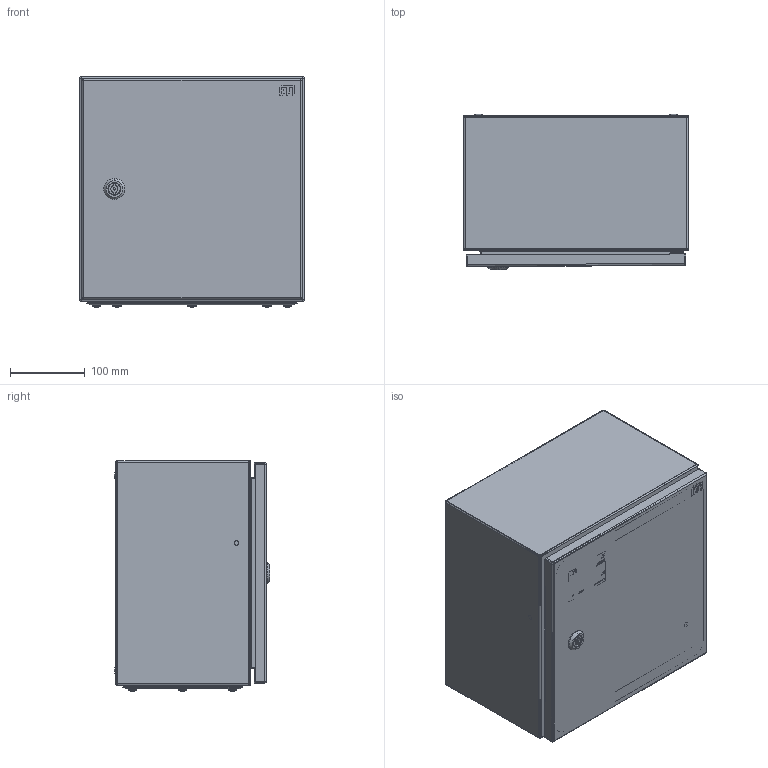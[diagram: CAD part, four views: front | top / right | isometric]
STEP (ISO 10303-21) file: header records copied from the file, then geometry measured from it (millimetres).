
FILE_DESCRIPTION((''),'2;1');
FILE_NAME('GT_30_30_20_ASM','2021-11-04T',('marketing.praksa'),('Audax d.o.o.'),'CREO PARAMETRIC BY PTC INC, 2017480','CREO PARAMETRIC BY PTC INC, 2017480','');
FILE_SCHEMA(('AUTOMOTIVE_DESIGN { 1 0 10303 214 1 1 1 1 }'));
Products named in the file (35): DRZWI_1_2_3_4_5_6_1_1_1_1; DRZWI_1_2_3_4_5_6_2_1_1_1; ZAWIAS_3_ST47_002_ELEMENT-357_3; ZAWIAS_3_ST47_002_ELEMENT-357_4; DRZWI_1_2_3_4_5_6_3_1_1_1; 1_EB_1000-U6_H__KORPUS_1_2_3_17; 1_EB_1000-U6_H__WK_ADKA_1_2__20; 1_EB_1000-U6_H__SRUBA_1_2_3__18; DRZWI_1_2_3_4_5_6_4_1_1_1; 1_EB_1000-U6_H__NAKR_TKA_1_2_23; DRZWI_1_2_3_4_5_6_5_1_1_1; ANSI_B27_7M_3CMI-4-35765_1_1_1; DRZWI_1_2_3_4_5_6_6_1_1_1; DRZWI_1_2_3_4_5_6_7_1_1_1; ANSI_B27_7M_3CMI-4-35768_1_1_1; DRZWI_1_2_3_4_5_6_8_1_1_1; ETI_LOGO_1_1_1_1_1_2_3_4_1_1_1; ETI_LOGO_2_1_1_1_1_2_3_4_1_1_1; ETI_LOGO_3_1_1_1_1_2_3_4_1_1_1; KOR_GT_30-30-20_1_1_1; PRZEPUST_1_2_3_4_1_1_1; ZAWIAS_1_2_3_4_1_1_1; TULEJA_1_2_3_4_1_1_1; PLYTA_1_2_3_4_1_1_1; NAKRETKA_M8_1_2_3_4_1_1_1; ZASLEPKA_10_7_1_2_1_1_1; SCREWS_30-30-20_1_1; SCREWS_30-30-20_1_2; SCREWS_30-30-20_1_3; SCREWS_30-30-20_1_4; SCREWS_30-30-20_1_5; SCREWS_30-30-20_1_6; SCREWS_30-30-20_1_7; SCREWS_30-30-20_1_8; GT_30_30_20_ASM
Assembly tree (44 placements, depth 2):
  GT_30_30_20_ASM
    DRZWI_1_2_3_4_5_6_1_1_1_1
    DRZWI_1_2_3_4_5_6_2_1_1_1
    ZAWIAS_3_ST47_002_ELEMENT-357_3
    ZAWIAS_3_ST47_002_ELEMENT-357_4
    DRZWI_1_2_3_4_5_6_3_1_1_1
    1_EB_1000-U6_H__KORPUS_1_2_3_17
    1_EB_1000-U6_H__WK_ADKA_1_2__20
    1_EB_1000-U6_H__SRUBA_1_2_3__18
    DRZWI_1_2_3_4_5_6_4_1_1_1
    1_EB_1000-U6_H__NAKR_TKA_1_2_23
    DRZWI_1_2_3_4_5_6_5_1_1_1
    ANSI_B27_7M_3CMI-4-35765_1_1_1
    DRZWI_1_2_3_4_5_6_6_1_1_1
    DRZWI_1_2_3_4_5_6_7_1_1_1
    ANSI_B27_7M_3CMI-4-35768_1_1_1
    DRZWI_1_2_3_4_5_6_8_1_1_1
    ETI_LOGO_1_1_1_1_1_2_3_4_1_1_1
    ETI_LOGO_2_1_1_1_1_2_3_4_1_1_1
    ETI_LOGO_3_1_1_1_1_2_3_4_1_1_1
    KOR_GT_30-30-20_1_1_1
    PRZEPUST_1_2_3_4_1_1_1
    ZAWIAS_1_2_3_4_1_1_1  x2
    TULEJA_1_2_3_4_1_1_1  x4
    PLYTA_1_2_3_4_1_1_1
    NAKRETKA_M8_1_2_3_4_1_1_1  x4
    ZASLEPKA_10_7_1_2_1_1_1  x4
    SCREWS_30-30-20_1_1
    SCREWS_30-30-20_1_2
    SCREWS_30-30-20_1_3
    SCREWS_30-30-20_1_4
    SCREWS_30-30-20_1_5
    SCREWS_30-30-20_1_6
    SCREWS_30-30-20_1_7
    SCREWS_30-30-20_1_8
Bounding box: 300 x 207.26 x 307.94 mm (x, y, z)
Volume: 863445.6 mm3; surface area: 1156572.2 mm2
Topology: 44 solids, 44 shells, 2392 faces, 6566 edges, 4374 vertices
Faces by surface type: plane 1077, cylinder 832, extrusion 136, cone 120, torus 116, bspline 65, sphere 46
Entity records: 81765 total; most frequent: CARTESIAN_POINT 16714, DIRECTION 9706, ORIENTED_EDGE 9632, PRESENTATION_STYLE_ASSIGNMENT 5123, STYLED_ITEM 5123, CURVE_STYLE 4816, EDGE_CURVE 4816, AXIS2_PLACEMENT_3D 3528
